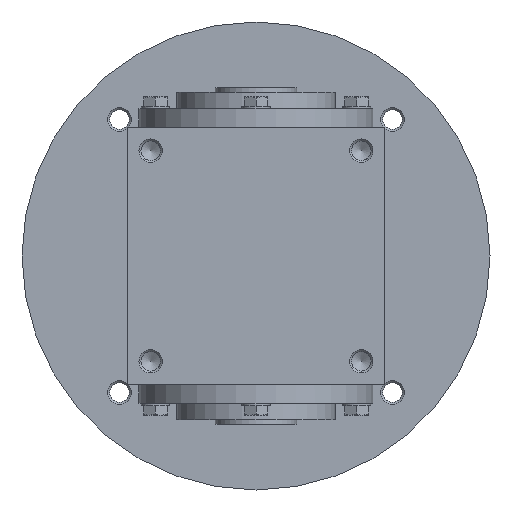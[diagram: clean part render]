
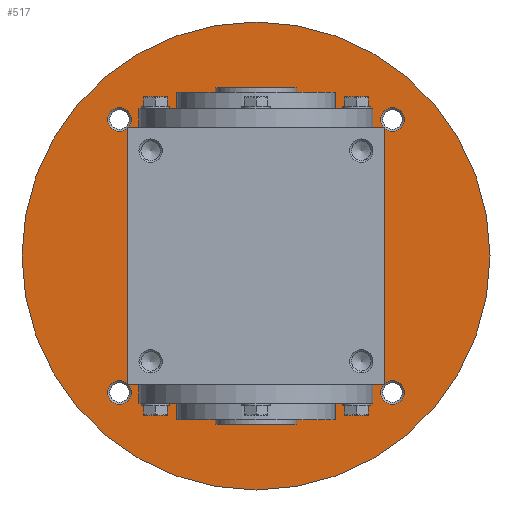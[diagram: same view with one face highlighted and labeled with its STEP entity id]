
A CAD part, left-side view. The second image highlights one B-rep face of the part: STEP entity #517.
In plain terms, the highlighted planar face has unit normal (-1, 0, 0).
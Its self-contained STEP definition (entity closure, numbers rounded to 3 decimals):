
#517 = ADVANCED_FACE( '', ( #1134, #1135, #1136, #1137, #1138, #1139 ), #1140, .F. );
#1134 = FACE_OUTER_BOUND( '', #1936, .T. );
#1135 = FACE_BOUND( '', #1937, .T. );
#1136 = FACE_BOUND( '', #1938, .T. );
#1137 = FACE_BOUND( '', #1939, .T. );
#1138 = FACE_BOUND( '', #1940, .T. );
#1139 = FACE_BOUND( '', #1941, .T. );
#1140 = PLANE( '', #1942 );
#1936 = EDGE_LOOP( '', ( #3041 ) );
#1937 = EDGE_LOOP( '', ( #3042 ) );
#1938 = EDGE_LOOP( '', ( #3043 ) );
#1939 = EDGE_LOOP( '', ( #3044 ) );
#1940 = EDGE_LOOP( '', ( #3045 ) );
#1941 = EDGE_LOOP( '', ( #3046 ) );
#1942 = AXIS2_PLACEMENT_3D( '', #3047, #3048, #3049 );
#3041 = ORIENTED_EDGE( '', *, *, #4422, .F. );
#3042 = ORIENTED_EDGE( '', *, *, #4423, .T. );
#3043 = ORIENTED_EDGE( '', *, *, #4424, .T. );
#3044 = ORIENTED_EDGE( '', *, *, #4425, .T. );
#3045 = ORIENTED_EDGE( '', *, *, #4426, .T. );
#3046 = ORIENTED_EDGE( '', *, *, #4238, .T. );
#3047 = CARTESIAN_POINT( '', ( 37., 50., 0. ) );
#3048 = DIRECTION( '', ( 1., 0., 0. ) );
#3049 = DIRECTION( '', ( 0., 0., -1. ) );
#4238 = EDGE_CURVE( '', #4972, #4972, #4973, .T. );
#4422 = EDGE_CURVE( '', #5271, #5271, #5272, .T. );
#4423 = EDGE_CURVE( '', #5273, #5273, #5274, .T. );
#4424 = EDGE_CURVE( '', #5275, #5275, #5276, .T. );
#4425 = EDGE_CURVE( '', #5277, #5277, #5278, .T. );
#4426 = EDGE_CURVE( '', #5279, #5279, #5280, .T. );
#4972 = VERTEX_POINT( '', #5923 );
#4973 = CIRCLE( '', #5924, 50. );
#5271 = VERTEX_POINT( '', #6289 );
#5272 = CIRCLE( '', #6290, 100. );
#5273 = VERTEX_POINT( '', #6291 );
#5274 = CIRCLE( '', #6292, 5. );
#5275 = VERTEX_POINT( '', #6293 );
#5276 = CIRCLE( '', #6294, 5. );
#5277 = VERTEX_POINT( '', #6295 );
#5278 = CIRCLE( '', #6296, 5. );
#5279 = VERTEX_POINT( '', #6297 );
#5280 = CIRCLE( '', #6298, 5. );
#5923 = CARTESIAN_POINT( '', ( 37., 0., -50. ) );
#5924 = AXIS2_PLACEMENT_3D( '', #7009, #7010, #7011 );
#6289 = CARTESIAN_POINT( '', ( 37., 0., -100. ) );
#6290 = AXIS2_PLACEMENT_3D( '', #7314, #7315, #7316 );
#6291 = CARTESIAN_POINT( '', ( 37., -58.336, 53.336 ) );
#6292 = AXIS2_PLACEMENT_3D( '', #7317, #7318, #7319 );
#6293 = CARTESIAN_POINT( '', ( 37., 58.336, -63.336 ) );
#6294 = AXIS2_PLACEMENT_3D( '', #7320, #7321, #7322 );
#6295 = CARTESIAN_POINT( '', ( 37., -58.336, -63.336 ) );
#6296 = AXIS2_PLACEMENT_3D( '', #7323, #7324, #7325 );
#6297 = CARTESIAN_POINT( '', ( 37., 58.336, 53.336 ) );
#6298 = AXIS2_PLACEMENT_3D( '', #7326, #7327, #7328 );
#7009 = CARTESIAN_POINT( '', ( 37., 0., 0. ) );
#7010 = DIRECTION( '', ( 1., 0., 0. ) );
#7011 = DIRECTION( '', ( 0., 0., -1. ) );
#7314 = CARTESIAN_POINT( '', ( 37., 0., 0. ) );
#7315 = DIRECTION( '', ( 1., 0., 0. ) );
#7316 = DIRECTION( '', ( 0., 0., -1. ) );
#7317 = CARTESIAN_POINT( '', ( 37., -58.336, 58.336 ) );
#7318 = DIRECTION( '', ( 1., 0., 0. ) );
#7319 = DIRECTION( '', ( 0., 0., -1. ) );
#7320 = CARTESIAN_POINT( '', ( 37., 58.336, -58.336 ) );
#7321 = DIRECTION( '', ( 1., 0., 0. ) );
#7322 = DIRECTION( '', ( 0., 0., -1. ) );
#7323 = CARTESIAN_POINT( '', ( 37., -58.336, -58.336 ) );
#7324 = DIRECTION( '', ( 1., 0., 0. ) );
#7325 = DIRECTION( '', ( 0., 0., -1. ) );
#7326 = CARTESIAN_POINT( '', ( 37., 58.336, 58.336 ) );
#7327 = DIRECTION( '', ( 1., 0., 0. ) );
#7328 = DIRECTION( '', ( 0., 0., -1. ) );
